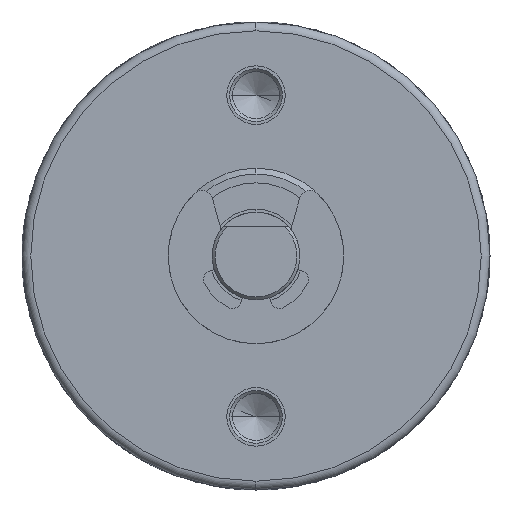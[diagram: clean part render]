
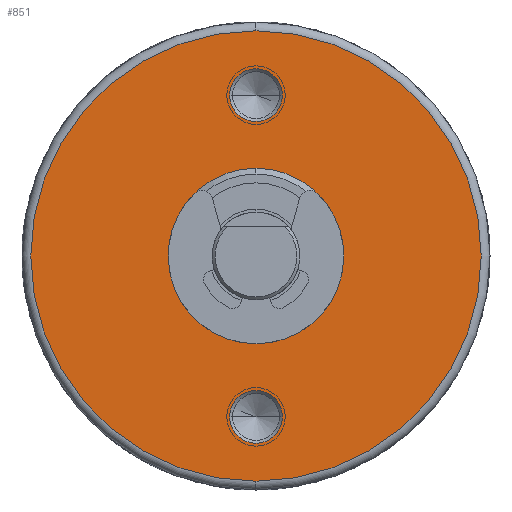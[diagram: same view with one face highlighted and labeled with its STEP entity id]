
A CAD part, left-side view. The second image highlights one B-rep face of the part: STEP entity #851.
In plain terms, the highlighted planar face has unit normal (-1, 0, 0).
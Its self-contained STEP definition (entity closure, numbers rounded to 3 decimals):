
#194=CARTESIAN_POINT('',(-2.,0.,0.));
#195=DIRECTION('',(-1.,0.,0.));
#196=DIRECTION('',(0.,0.,-1.));
#197=AXIS2_PLACEMENT_3D('',#194,#195,#196);
#199=CARTESIAN_POINT('',(-2.,0.,0.));
#200=DIRECTION('',(-1.,0.,0.));
#201=DIRECTION('',(0.,0.,1.));
#202=AXIS2_PLACEMENT_3D('',#199,#200,#201);
#204=CARTESIAN_POINT('',(-2.,0.,5.5));
#205=DIRECTION('',(1.,0.,0.));
#206=DIRECTION('',(0.,-1.,0.));
#207=AXIS2_PLACEMENT_3D('',#204,#205,#206);
#209=CARTESIAN_POINT('',(-2.,0.,5.5));
#210=DIRECTION('',(1.,0.,0.));
#211=DIRECTION('',(0.,1.,0.));
#212=AXIS2_PLACEMENT_3D('',#209,#210,#211);
#214=CARTESIAN_POINT('',(-2.,0.,-5.5));
#215=DIRECTION('',(1.,0.,0.));
#216=DIRECTION('',(0.,-1.,0.));
#217=AXIS2_PLACEMENT_3D('',#214,#215,#216);
#219=CARTESIAN_POINT('',(-2.,0.,-5.5));
#220=DIRECTION('',(1.,0.,0.));
#221=DIRECTION('',(0.,1.,0.));
#222=AXIS2_PLACEMENT_3D('',#219,#220,#221);
#224=CARTESIAN_POINT('',(-2.,0.,0.));
#225=DIRECTION('',(-1.,0.,0.));
#226=DIRECTION('',(0.,0.,1.));
#227=AXIS2_PLACEMENT_3D('',#224,#225,#226);
#229=CARTESIAN_POINT('',(-2.,0.,0.));
#230=DIRECTION('',(-1.,0.,0.));
#231=DIRECTION('',(0.,0.,-1.));
#232=AXIS2_PLACEMENT_3D('',#229,#230,#231);
#569=CARTESIAN_POINT('',(-2.,0.,-7.7));
#570=CARTESIAN_POINT('',(-2.,0.,7.7));
#571=VERTEX_POINT('',#569);
#572=VERTEX_POINT('',#570);
#609=CARTESIAN_POINT('',(-2.,-0.9,5.5));
#610=CARTESIAN_POINT('',(-2.,0.9,5.5));
#611=VERTEX_POINT('',#609);
#612=VERTEX_POINT('',#610);
#617=CARTESIAN_POINT('',(-2.,-0.9,-5.5));
#618=CARTESIAN_POINT('',(-2.,0.9,-5.5));
#619=VERTEX_POINT('',#617);
#620=VERTEX_POINT('',#618);
#651=CARTESIAN_POINT('',(-2.,0.,2.6));
#652=CARTESIAN_POINT('',(-2.,0.,-2.6));
#653=VERTEX_POINT('',#651);
#654=VERTEX_POINT('',#652);
#823=CARTESIAN_POINT('',(-2.,0.,0.));
#824=DIRECTION('',(1.,0.,0.));
#825=DIRECTION('',(0.,0.,1.));
#826=AXIS2_PLACEMENT_3D('',#823,#824,#825);
#827=PLANE('',#826);
#829=ORIENTED_EDGE('',*,*,#828,.F.);
#830=ORIENTED_EDGE('',*,*,#813,.F.);
#831=EDGE_LOOP('',(#829,#830));
#832=FACE_OUTER_BOUND('',#831,.F.);
#834=ORIENTED_EDGE('',*,*,#833,.F.);
#836=ORIENTED_EDGE('',*,*,#835,.F.);
#837=EDGE_LOOP('',(#834,#836));
#838=FACE_BOUND('',#837,.F.);
#840=ORIENTED_EDGE('',*,*,#839,.F.);
#842=ORIENTED_EDGE('',*,*,#841,.F.);
#843=EDGE_LOOP('',(#840,#842));
#844=FACE_BOUND('',#843,.F.);
#846=ORIENTED_EDGE('',*,*,#845,.T.);
#848=ORIENTED_EDGE('',*,*,#847,.T.);
#849=EDGE_LOOP('',(#846,#848));
#850=FACE_BOUND('',#849,.F.);
#198=CIRCLE('',#197,7.7);
#203=CIRCLE('',#202,7.7);
#208=CIRCLE('',#207,0.9);
#213=CIRCLE('',#212,0.9);
#218=CIRCLE('',#217,0.9);
#223=CIRCLE('',#222,0.9);
#228=CIRCLE('',#227,2.6);
#233=CIRCLE('',#232,2.6);
#813=EDGE_CURVE('',#572,#571,#203,.T.);
#828=EDGE_CURVE('',#571,#572,#198,.T.);
#833=EDGE_CURVE('',#611,#612,#208,.T.);
#835=EDGE_CURVE('',#612,#611,#213,.T.);
#839=EDGE_CURVE('',#619,#620,#218,.T.);
#841=EDGE_CURVE('',#620,#619,#223,.T.);
#845=EDGE_CURVE('',#653,#654,#228,.T.);
#847=EDGE_CURVE('',#654,#653,#233,.T.);
#851=ADVANCED_FACE('',(#832,#838,#844,#850),#827,.F.);
